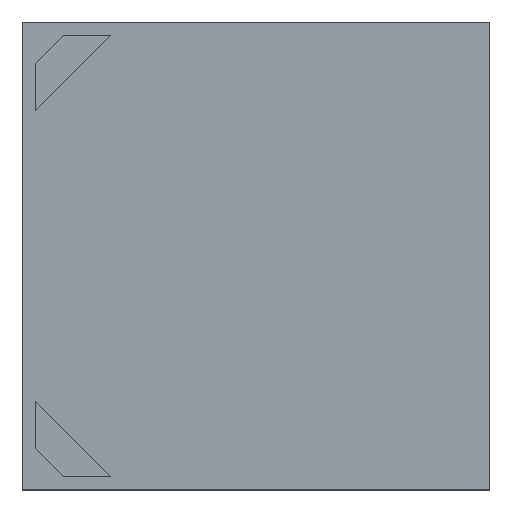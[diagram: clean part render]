
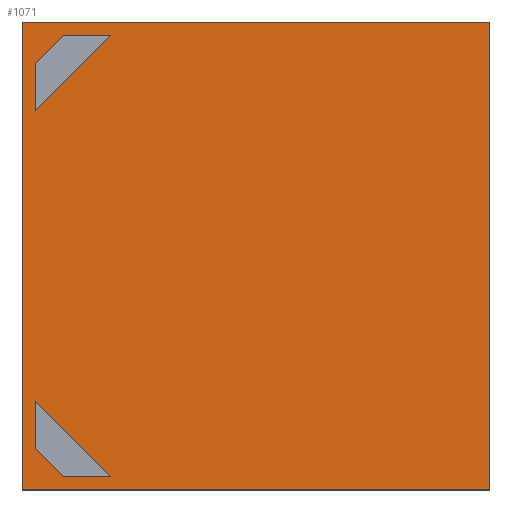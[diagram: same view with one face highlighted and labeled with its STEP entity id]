
A CAD part, top view. The second image highlights one B-rep face of the part: STEP entity #1071.
In plain terms, the highlighted planar face has unit normal (0, 0, 1).
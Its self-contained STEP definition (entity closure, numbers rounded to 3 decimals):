
#31=FACE_BOUND('',#136,.T.);
#32=FACE_BOUND('',#137,.T.);
#77=FACE_OUTER_BOUND('',#135,.T.);
#135=EDGE_LOOP('',(#884,#885,#886,#887));
#136=EDGE_LOOP('',(#888,#889,#890,#891));
#137=EDGE_LOOP('',(#892,#893,#894,#895));
#180=LINE('',#1484,#296);
#271=LINE('',#1718,#387);
#273=LINE('',#1722,#389);
#274=LINE('',#1723,#390);
#275=LINE('',#1726,#391);
#276=LINE('',#1728,#392);
#277=LINE('',#1730,#393);
#278=LINE('',#1731,#394);
#279=LINE('',#1734,#395);
#280=LINE('',#1736,#396);
#281=LINE('',#1738,#397);
#282=LINE('',#1739,#398);
#296=VECTOR('',#1197,10.);
#387=VECTOR('',#1420,10.);
#389=VECTOR('',#1424,10.);
#390=VECTOR('',#1425,10.);
#391=VECTOR('',#1426,10.);
#392=VECTOR('',#1427,10.);
#393=VECTOR('',#1428,10.);
#394=VECTOR('',#1429,10.);
#395=VECTOR('',#1430,10.);
#396=VECTOR('',#1431,10.);
#397=VECTOR('',#1432,10.);
#398=VECTOR('',#1433,10.);
#416=VERTEX_POINT('',#1482);
#417=VERTEX_POINT('',#1483);
#494=VERTEX_POINT('',#1717);
#495=VERTEX_POINT('',#1721);
#496=VERTEX_POINT('',#1724);
#497=VERTEX_POINT('',#1725);
#498=VERTEX_POINT('',#1727);
#499=VERTEX_POINT('',#1729);
#500=VERTEX_POINT('',#1732);
#501=VERTEX_POINT('',#1733);
#502=VERTEX_POINT('',#1735);
#503=VERTEX_POINT('',#1737);
#512=EDGE_CURVE('',#416,#417,#180,.T.);
#627=EDGE_CURVE('',#494,#416,#271,.T.);
#629=EDGE_CURVE('',#495,#494,#273,.T.);
#630=EDGE_CURVE('',#417,#495,#274,.T.);
#631=EDGE_CURVE('',#496,#497,#275,.T.);
#632=EDGE_CURVE('',#498,#496,#276,.T.);
#633=EDGE_CURVE('',#499,#498,#277,.T.);
#634=EDGE_CURVE('',#497,#499,#278,.T.);
#635=EDGE_CURVE('',#500,#501,#279,.T.);
#636=EDGE_CURVE('',#502,#500,#280,.T.);
#637=EDGE_CURVE('',#503,#502,#281,.T.);
#638=EDGE_CURVE('',#501,#503,#282,.T.);
#884=ORIENTED_EDGE('',*,*,#512,.F.);
#885=ORIENTED_EDGE('',*,*,#627,.F.);
#886=ORIENTED_EDGE('',*,*,#629,.F.);
#887=ORIENTED_EDGE('',*,*,#630,.F.);
#888=ORIENTED_EDGE('',*,*,#631,.F.);
#889=ORIENTED_EDGE('',*,*,#632,.F.);
#890=ORIENTED_EDGE('',*,*,#633,.F.);
#891=ORIENTED_EDGE('',*,*,#634,.F.);
#892=ORIENTED_EDGE('',*,*,#635,.F.);
#893=ORIENTED_EDGE('',*,*,#636,.F.);
#894=ORIENTED_EDGE('',*,*,#637,.F.);
#895=ORIENTED_EDGE('',*,*,#638,.F.);
#966=PLANE('',#1168);
#1071=ADVANCED_FACE('',(#77,#31,#32),#966,.T.);
#1168=AXIS2_PLACEMENT_3D('',#1720,#1422,#1423);
#1197=DIRECTION('',(0.,-1.,0.));
#1420=DIRECTION('',(1.,0.,0.));
#1422=DIRECTION('center_axis',(0.,0.,1.));
#1423=DIRECTION('ref_axis',(-1.,0.,0.));
#1424=DIRECTION('',(0.,1.,0.));
#1425=DIRECTION('',(-1.,0.,0.));
#1426=DIRECTION('',(0.,-1.,0.));
#1427=DIRECTION('',(-0.707,-0.707,0.));
#1428=DIRECTION('',(-1.,0.,0.));
#1429=DIRECTION('',(0.707,0.707,0.));
#1430=DIRECTION('',(-0.707,0.707,0.));
#1431=DIRECTION('',(1.,0.,0.));
#1432=DIRECTION('',(0.707,-0.707,0.));
#1433=DIRECTION('',(0.,-1.,0.));
#1482=CARTESIAN_POINT('',(1.75,1.75,0.45));
#1483=CARTESIAN_POINT('',(1.75,-1.75,0.45));
#1484=CARTESIAN_POINT('',(1.75,-0.875,0.45));
#1717=CARTESIAN_POINT('',(-1.75,1.75,0.45));
#1718=CARTESIAN_POINT('',(0.875,1.75,0.45));
#1720=CARTESIAN_POINT('Origin',(1.116,-1.116,0.45));
#1721=CARTESIAN_POINT('',(-1.75,-1.75,0.45));
#1722=CARTESIAN_POINT('',(-1.75,0.875,0.45));
#1723=CARTESIAN_POINT('',(-0.875,-1.75,0.45));
#1724=CARTESIAN_POINT('',(-1.65,1.44,0.45));
#1725=CARTESIAN_POINT('',(-1.65,1.087,0.45));
#1726=CARTESIAN_POINT('',(-1.65,1.087,0.45));
#1727=CARTESIAN_POINT('',(-1.44,1.65,0.45));
#1728=CARTESIAN_POINT('',(-1.65,1.44,0.45));
#1729=CARTESIAN_POINT('',(-1.087,1.65,0.45));
#1730=CARTESIAN_POINT('',(-1.44,1.65,0.45));
#1731=CARTESIAN_POINT('',(-1.087,1.65,0.45));
#1732=CARTESIAN_POINT('',(-1.087,-1.65,0.45));
#1733=CARTESIAN_POINT('',(-1.65,-1.087,0.45));
#1734=CARTESIAN_POINT('',(-1.087,-1.65,0.45));
#1735=CARTESIAN_POINT('',(-1.44,-1.65,0.45));
#1736=CARTESIAN_POINT('',(-1.44,-1.65,0.45));
#1737=CARTESIAN_POINT('',(-1.65,-1.44,0.45));
#1738=CARTESIAN_POINT('',(-1.65,-1.44,0.45));
#1739=CARTESIAN_POINT('',(-1.65,-1.087,0.45));
